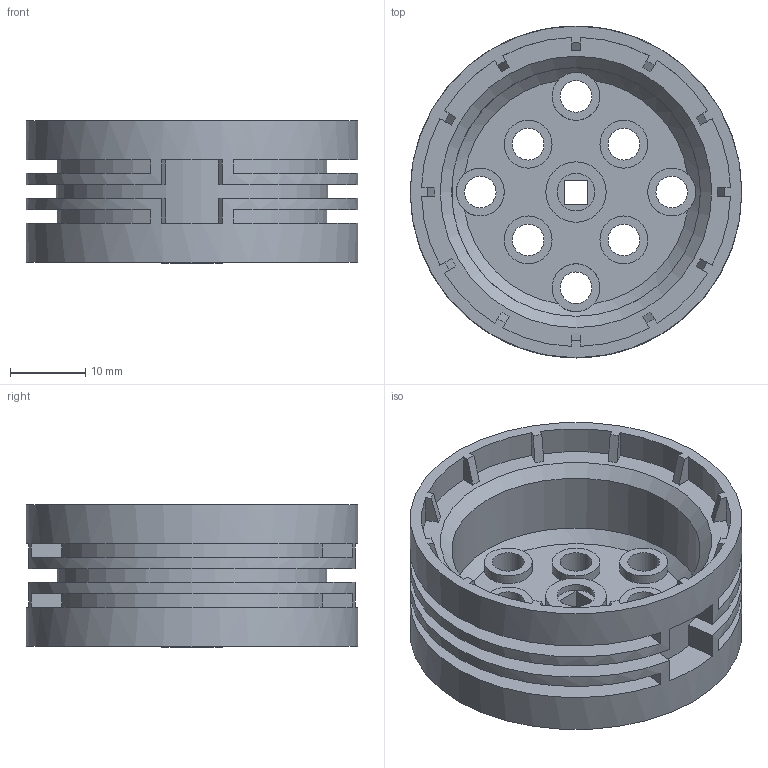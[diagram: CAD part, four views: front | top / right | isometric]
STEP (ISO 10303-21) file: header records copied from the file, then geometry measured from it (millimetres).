
FILE_DESCRIPTION((''),'2;1');
FILE_NAME('228-2500-208.stp','2014-03-06T15:19:55',('art_dutra'),(''),'Autodesk Inventor 2013','Autodesk Inventor 2013','');
FILE_SCHEMA(('AUTOMOTIVE_DESIGN { 1 0 10303 214 1 1 1 1 }'));
Length unit declared in the file: millimetre
Products named in the file (1): 228-2500-208 Rev2
Bounding box: 44 x 44 x 18.93 mm (x, y, z)
Volume: 8635.7 mm3; surface area: 11262.1 mm2
Topology: 1 solids, 1 shells, 150 faces, 369 edges, 245 vertices
Faces by surface type: plane 86, cylinder 49, cone 15
Full cylindrical faces by diameter (mm): 4.2 x8, 5 x2, 6.35 x16, 8 x2, 33 x1, 36 x1, 41 x1, 44 x2
Entity records: 4308 total; most frequent: CARTESIAN_POINT 813, DIRECTION 748, ORIENTED_EDGE 650, EDGE_CURVE 325, AXIS2_PLACEMENT_3D 300, VERTEX_POINT 237, EDGE_LOOP 228, FACE_OUTER_BOUND 150
